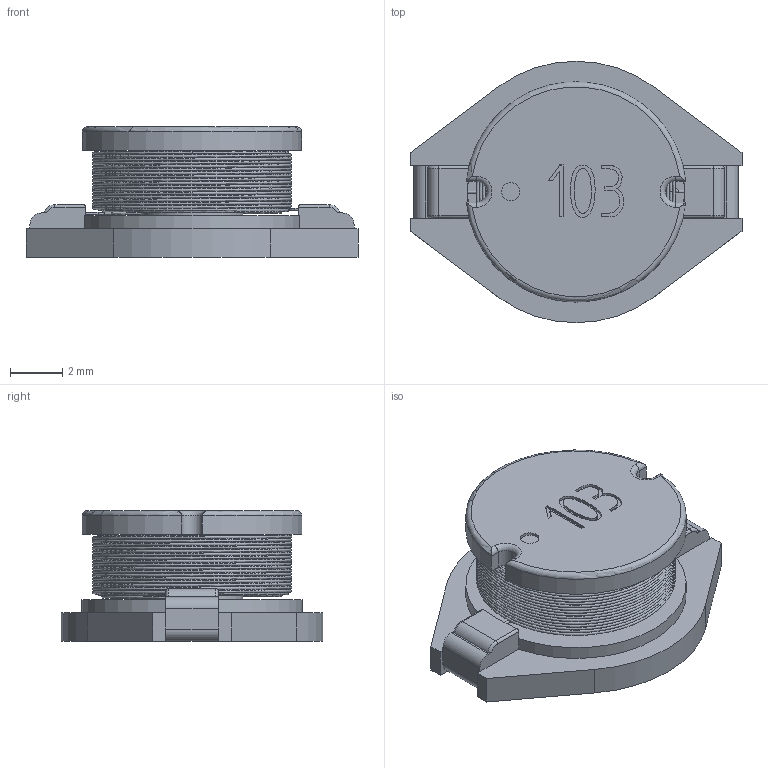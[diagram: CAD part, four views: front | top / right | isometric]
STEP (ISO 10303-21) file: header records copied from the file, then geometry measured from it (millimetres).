
FILE_DESCRIPTION(/* description */ ('Unknown'),/* implementation_level */ '2;1');
FILE_NAME(/* name */ 'L_Wurth_WE-PD4_Type_L',/* time_stamp */ '2022-03-08T11:37:38+08:00',/* author */ ('Unknown'),/* organization */ ('Unknown'),/* preprocessor_version */ 'ST-DEVELOPER v16.7',/* originating_system */ 'Solid Edge',/* authorisation */ 'Unknown');
FILE_SCHEMA (('AUTOMOTIVE_DESIGN {1 0 10303 214 3 1 1}'));
Length unit declared in the file: millimetre
Products named in the file (2): L_Wurth_WE-PD4_Type_L
Assembly tree (1 placements, depth 2):
  L_Wurth_WE-PD4_Type_L
    L_Wurth_WE-PD4_Type_L
Bounding box: 12.7 x 10 x 5 mm (x, y, z)
Volume: 226.8 mm3; surface area: 878.5 mm2
Topology: 1 solids, 1 shells, 99 faces, 251 edges, 161 vertices
Faces by surface type: plane 47, cylinder 26, bspline 18, torus 8
Full cylindrical faces by diameter (mm): 0.7 x1, 3.9 x1
Entity records: 9976 total; most frequent: CARTESIAN_POINT 7034, ORIENTED_EDGE 458, DIRECTION 421, EDGE_CURVE 229, VERTEX_POINT 154, AXIS2_PLACEMENT_3D 141, LINE 139, VECTOR 139
